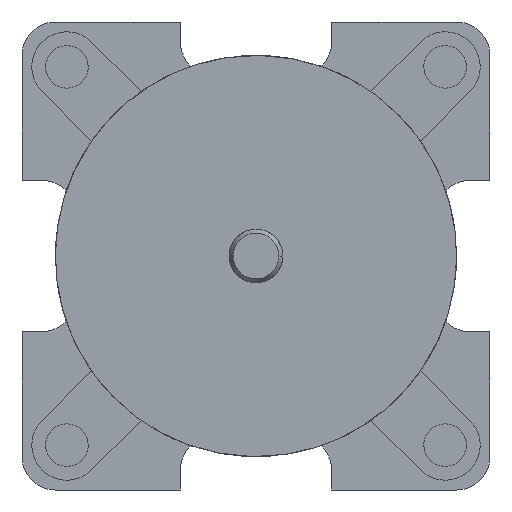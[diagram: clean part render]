
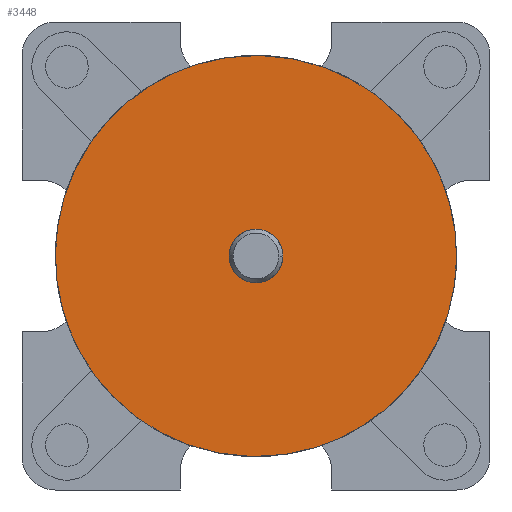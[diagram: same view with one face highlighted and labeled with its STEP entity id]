
A CAD part, front view. The second image highlights one B-rep face of the part: STEP entity #3448.
In plain terms, the highlighted free-form (B-spline) face has degree [1, 1] with [2, 2] control points.
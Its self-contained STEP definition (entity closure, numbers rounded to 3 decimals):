
#24 = VERTEX_POINT('',#25);
#25 = CARTESIAN_POINT('',(9.938,-13.413,47.344
    ));
#30 = EDGE_CURVE('',#31,#24,#33,.T.);
#31 = VERTEX_POINT('',#32);
#32 = CARTESIAN_POINT('',(7.228,-13.413,55.973
    ));
#33 = ( BOUNDED_CURVE() B_SPLINE_CURVE(2,(#34,#35,#36,#37,#38),
.UNSPECIFIED.,.F.,.F.) B_SPLINE_CURVE_WITH_KNOTS((3,2,3),(3.142,
4.712,6.283),.PIECEWISE_BEZIER_KNOTS.) CURVE() 
GEOMETRIC_REPRESENTATION_ITEM() RATIONAL_B_SPLINE_CURVE((1.,
0.707,1.,0.707,1.)) REPRESENTATION_ITEM('') );
#34 = CARTESIAN_POINT('',(7.228,-13.413,55.973
    ));
#35 = CARTESIAN_POINT('',(2.913,-13.413,54.618
    ));
#36 = CARTESIAN_POINT('',(4.268,-13.413,50.303)
  );
#37 = CARTESIAN_POINT('',(5.624,-13.413,45.989)
  );
#38 = CARTESIAN_POINT('',(9.938,-13.413,47.344
    ));
#1089 = EDGE_CURVE('',#1090,#1092,#1094,.T.);
#1090 = VERTEX_POINT('',#1091);
#1091 = CARTESIAN_POINT('',(-1.58,-13.413,
    84.019));
#1092 = VERTEX_POINT('',#1093);
#1093 = CARTESIAN_POINT('',(18.747,-13.413,
    19.299));
#1094 = ( BOUNDED_CURVE() B_SPLINE_CURVE(2,(#1095,#1096,#1097,#1098,
#1099),.UNSPECIFIED.,.F.,.F.) B_SPLINE_CURVE_WITH_KNOTS((3,2,3),(0.,
1.571,3.142),.PIECEWISE_BEZIER_KNOTS.) CURVE() 
GEOMETRIC_REPRESENTATION_ITEM() RATIONAL_B_SPLINE_CURVE((1.,
0.707,1.,0.707,1.)) REPRESENTATION_ITEM('') );
#1095 = CARTESIAN_POINT('',(-1.58,-13.413,
    84.019));
#1096 = CARTESIAN_POINT('',(30.78,-13.413,
    94.182));
#1097 = CARTESIAN_POINT('',(40.943,-13.413,
    61.822));
#1098 = CARTESIAN_POINT('',(51.107,-13.413,
    29.462));
#1099 = CARTESIAN_POINT('',(18.747,-13.413,
    19.299));
#3182 = EDGE_CURVE('',#1092,#1090,#3183,.T.);
#3183 = ( BOUNDED_CURVE() B_SPLINE_CURVE(2,(#3184,#3185,#3186,#3187,
#3188),.UNSPECIFIED.,.F.,.F.) B_SPLINE_CURVE_WITH_KNOTS((3,2,3),(
    3.142,4.712,6.283),
.PIECEWISE_BEZIER_KNOTS.) CURVE() GEOMETRIC_REPRESENTATION_ITEM() 
RATIONAL_B_SPLINE_CURVE((1.,0.707,1.,0.707,1.)) 
REPRESENTATION_ITEM('') );
#3184 = CARTESIAN_POINT('',(18.747,-13.413,
    19.299));
#3185 = CARTESIAN_POINT('',(-13.613,-13.413,
    9.135));
#3186 = CARTESIAN_POINT('',(-23.777,-13.413,
    41.495));
#3187 = CARTESIAN_POINT('',(-33.94,-13.413,
    73.855));
#3188 = CARTESIAN_POINT('',(-1.58,-13.413,
    84.019));
#3448 = ADVANCED_FACE('',(#3449,#3460),#3464,.F.);
#3449 = FACE_BOUND('',#3450,.T.);
#3450 = EDGE_LOOP('',(#3451,#3459));
#3451 = ORIENTED_EDGE('',*,*,#3452,.F.);
#3452 = EDGE_CURVE('',#24,#31,#3453,.T.);
#3453 = ( BOUNDED_CURVE() B_SPLINE_CURVE(2,(#3454,#3455,#3456,#3457,
#3458),.UNSPECIFIED.,.F.,.F.) B_SPLINE_CURVE_WITH_KNOTS((3,2,3),(0.,
1.571,3.142),.PIECEWISE_BEZIER_KNOTS.) CURVE() 
GEOMETRIC_REPRESENTATION_ITEM() RATIONAL_B_SPLINE_CURVE((1.,
0.707,1.,0.707,1.)) REPRESENTATION_ITEM('') );
#3454 = CARTESIAN_POINT('',(9.938,-13.413,
    47.344));
#3455 = CARTESIAN_POINT('',(14.253,-13.413,
    48.699));
#3456 = CARTESIAN_POINT('',(12.898,-13.413,
    53.014));
#3457 = CARTESIAN_POINT('',(11.543,-13.413,
    57.328));
#3458 = CARTESIAN_POINT('',(7.228,-13.413,
    55.973));
#3459 = ORIENTED_EDGE('',*,*,#30,.F.);
#3460 = FACE_BOUND('',#3461,.T.);
#3461 = EDGE_LOOP('',(#3462,#3463));
#3462 = ORIENTED_EDGE('',*,*,#1089,.F.);
#3463 = ORIENTED_EDGE('',*,*,#3182,.F.);
#3464 = B_SPLINE_SURFACE_WITH_KNOTS('',1,1,(
    (#3465,#3466)
    ,(#3467,#3468
    )),.UNSPECIFIED.,.F.,.F.,.F.,(2,2),(2,2),(-30.,30.),(-30.,30.),
  .PIECEWISE_BEZIER_KNOTS.);
#3465 = CARTESIAN_POINT('',(-13.613,-13.413,
    9.135));
#3466 = CARTESIAN_POINT('',(51.107,-13.413,
    29.462));
#3467 = CARTESIAN_POINT('',(-33.94,-13.413,
    73.855));
#3468 = CARTESIAN_POINT('',(30.78,-13.413,
    94.182));
